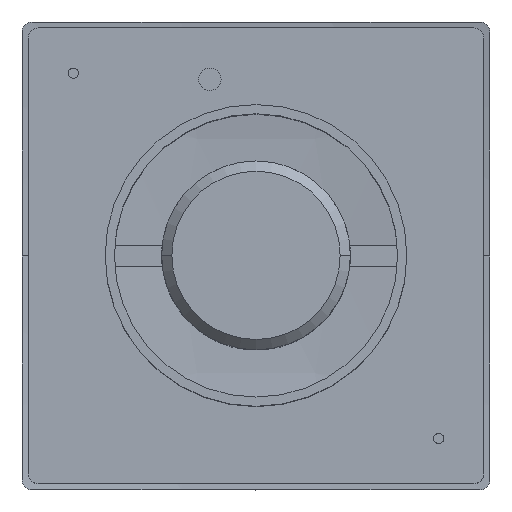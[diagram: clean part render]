
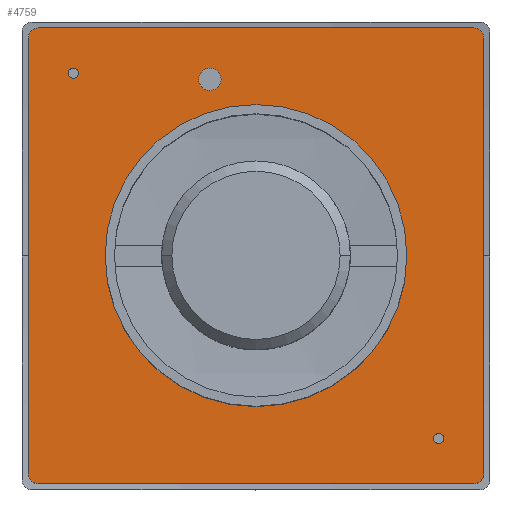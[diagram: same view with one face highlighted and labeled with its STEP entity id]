
A CAD part, top view. The second image highlights one B-rep face of the part: STEP entity #4759.
In plain terms, the highlighted planar face has unit normal (0, 0, 1).
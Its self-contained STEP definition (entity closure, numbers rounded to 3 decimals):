
#159 = CARTESIAN_POINT ( 'NONE',  ( 89., -89., 21. ) ) ;
#160 = DIRECTION ( 'NONE',  ( 0., 0., 1. ) ) ;
#161 = DIRECTION ( 'NONE',  ( 1., 0., 0. ) ) ;
#963 = VERTEX_POINT ( 'NONE', #2875 ) ;
#1039 = VERTEX_POINT ( 'NONE', #4270 ) ;
#1043 = VERTEX_POINT ( 'NONE', #4266 ) ;
#1059 = VERTEX_POINT ( 'NONE', #4196 ) ;
#1345 = FACE_BOUND ( 'NONE', #5595, .T. ) ;
#1349 = FACE_OUTER_BOUND ( 'NONE', #5566, .T. ) ;
#1352 = FACE_BOUND ( 'NONE', #5549, .T. ) ;
#1354 = FACE_BOUND ( 'NONE', #5568, .T. ) ;
#1356 = FACE_BOUND ( 'NONE', #5581, .T. ) ;
#1359 = CIRCLE ( 'NONE', #4554, 5. ) ;
#1370 = CIRCLE ( 'NONE', #4065, 5. ) ;
#1374 = CIRCLE ( 'NONE', #4064, 5. ) ;
#1375 = CIRCLE ( 'NONE', #4063, 5. ) ;
#1377 = CIRCLE ( 'NONE', #4062, 5.5 ) ;
#1384 = CIRCLE ( 'NONE', #4055, 73.5 ) ;
#1396 = CIRCLE ( 'NONE', #4997, 2.5 ) ;
#1427 = LINE ( 'NONE', #3218, #1435 ) ;
#1435 = VECTOR ( 'NONE', #3214, 1000. ) ;
#1442 = CIRCLE ( 'NONE', #4923, 2.5 ) ;
#1456 = CIRCLE ( 'NONE', #4918, 5.5 ) ;
#1468 = LINE ( 'NONE', #2494, #1471 ) ;
#1471 = VECTOR ( 'NONE', #2495, 1000. ) ;
#1482 = LINE ( 'NONE', #2636, #1483 ) ;
#1483 = VECTOR ( 'NONE', #2637, 1000. ) ;
#1494 = CIRCLE ( 'NONE', #4904, 73.5 ) ;
#1527 = CIRCLE ( 'NONE', #4834, 2.5 ) ;
#1545 = LINE ( 'NONE', #2043, #1547 ) ;
#1547 = VECTOR ( 'NONE', #2044, 1000. ) ;
#1587 = CIRCLE ( 'NONE', #4656, 2.5 ) ;
#1855 = CARTESIAN_POINT ( 'NONE',  ( -89., 89., 21. ) ) ;
#1856 = DIRECTION ( 'NONE',  ( 0., 0., 1. ) ) ;
#1857 = DIRECTION ( 'NONE',  ( 1., 0., 0. ) ) ;
#2043 = CARTESIAN_POINT ( 'NONE',  ( -111., 111., 21. ) ) ;
#2044 = DIRECTION ( 'NONE',  ( -1., 0., 0. ) ) ;
#2328 = CARTESIAN_POINT ( 'NONE',  ( -89., 89., 21. ) ) ;
#2329 = DIRECTION ( 'NONE',  ( 0., 0., 1. ) ) ;
#2330 = DIRECTION ( 'NONE',  ( 1., 0., 0. ) ) ;
#2435 = CARTESIAN_POINT ( 'NONE',  ( -22.5, 86., 21. ) ) ;
#2436 = DIRECTION ( 'NONE',  ( 0., 0., 1. ) ) ;
#2437 = DIRECTION ( 'NONE',  ( 1., 0., 0. ) ) ;
#2494 = CARTESIAN_POINT ( 'NONE',  ( 111., 111., 21. ) ) ;
#2495 = DIRECTION ( 'NONE',  ( 0., 1., 0. ) ) ;
#2636 = CARTESIAN_POINT ( 'NONE',  ( -111., 111., 21. ) ) ;
#2637 = DIRECTION ( 'NONE',  ( 0., -1., 0. ) ) ;
#2719 = CARTESIAN_POINT ( 'NONE',  ( 0., 0., 21. ) ) ;
#2720 = DIRECTION ( 'NONE',  ( 0., 0., 1. ) ) ;
#2721 = DIRECTION ( 'NONE',  ( 1., 0., 0. ) ) ;
#2786 = CARTESIAN_POINT ( 'NONE',  ( -106., 106., 21. ) ) ;
#2787 = DIRECTION ( 'NONE',  ( 0., 0., 1. ) ) ;
#2788 = DIRECTION ( 'NONE',  ( 1., 0., 0. ) ) ;
#2790 = CARTESIAN_POINT ( 'NONE',  ( 106., 106., 21. ) ) ;
#2791 = DIRECTION ( 'NONE',  ( 0., 0., 1. ) ) ;
#2792 = DIRECTION ( 'NONE',  ( 1., 0., 0. ) ) ;
#2795 = CARTESIAN_POINT ( 'NONE',  ( 106., -106., 21. ) ) ;
#2796 = DIRECTION ( 'NONE',  ( 0., 0., 1. ) ) ;
#2797 = DIRECTION ( 'NONE',  ( 1., 0., 0. ) ) ;
#2800 = CARTESIAN_POINT ( 'NONE',  ( -106., -106., 21. ) ) ;
#2801 = DIRECTION ( 'NONE',  ( 0., 0., 1. ) ) ;
#2802 = DIRECTION ( 'NONE',  ( 1., 0., 0. ) ) ;
#2875 = CARTESIAN_POINT ( 'NONE',  ( -86.5, 89., 21. ) ) ;
#2876 = CARTESIAN_POINT ( 'NONE',  ( -22.5, 86., 21. ) ) ;
#2877 = DIRECTION ( 'NONE',  ( 0., 0., 1. ) ) ;
#2879 = DIRECTION ( 'NONE',  ( 1., 0., 0. ) ) ;
#2970 = CARTESIAN_POINT ( 'NONE',  ( 0., 0., 21. ) ) ;
#2971 = DIRECTION ( 'NONE',  ( 0., 0., 1. ) ) ;
#2972 = DIRECTION ( 'NONE',  ( 1., 0., 0. ) ) ;
#3059 = CARTESIAN_POINT ( 'NONE',  ( 89., -89., 21. ) ) ;
#3060 = DIRECTION ( 'NONE',  ( 0., 0., 1. ) ) ;
#3061 = DIRECTION ( 'NONE',  ( 1., 0., 0. ) ) ;
#3214 = DIRECTION ( 'NONE',  ( 1., 0., 0. ) ) ;
#3218 = CARTESIAN_POINT ( 'NONE',  ( -111., -111., 21. ) ) ;
#3395 = PLANE ( 'NONE',  #4559 ) ;
#3397 = CARTESIAN_POINT ( 'NONE',  ( -67.5, 67.5, 21. ) ) ;
#3399 = DIRECTION ( 'NONE',  ( 0., 0., 1. ) ) ;
#3400 = DIRECTION ( 'NONE',  ( 1., 0., 0. ) ) ;
#3854 = CARTESIAN_POINT ( 'NONE',  ( -17., 86., 21. ) ) ;
#3856 = CARTESIAN_POINT ( 'NONE',  ( -111., 106., 21. ) ) ;
#4005 = CARTESIAN_POINT ( 'NONE',  ( -111., -106., 21. ) ) ;
#4007 = CARTESIAN_POINT ( 'NONE',  ( -28., 86., 21. ) ) ;
#4014 = CARTESIAN_POINT ( 'NONE',  ( 91.5, -89., 21. ) ) ;
#4023 = CARTESIAN_POINT ( 'NONE',  ( -106., -111., 21. ) ) ;
#4029 = CARTESIAN_POINT ( 'NONE',  ( 106., -111., 21. ) ) ;
#4030 = CARTESIAN_POINT ( 'NONE',  ( 111., 106., 21. ) ) ;
#4031 = CARTESIAN_POINT ( 'NONE',  ( 73.5, 0., 21. ) ) ;
#4032 = CARTESIAN_POINT ( 'NONE',  ( -73.5, 0., 21. ) ) ;
#4039 = CARTESIAN_POINT ( 'NONE',  ( -91.5, 89., 21. ) ) ;
#4045 = CARTESIAN_POINT ( 'NONE',  ( -106., 111., 21. ) ) ;
#4055 = AXIS2_PLACEMENT_3D ( 'NONE', #2970, #2971, #2972 ) ;
#4062 = AXIS2_PLACEMENT_3D ( 'NONE', #2876, #2877, #2879 ) ;
#4063 = AXIS2_PLACEMENT_3D ( 'NONE', #2800, #2801, #2802 ) ;
#4064 = AXIS2_PLACEMENT_3D ( 'NONE', #2795, #2796, #2797 ) ;
#4065 = AXIS2_PLACEMENT_3D ( 'NONE', #2790, #2791, #2792 ) ;
#4196 = CARTESIAN_POINT ( 'NONE',  ( 106., 111., 21. ) ) ;
#4266 = CARTESIAN_POINT ( 'NONE',  ( 86.5, -89., 21. ) ) ;
#4270 = CARTESIAN_POINT ( 'NONE',  ( 111., -106., 21. ) ) ;
#4357 = ORIENTED_EDGE ( 'NONE', *, *, #5396, .F. ) ;
#4364 = ORIENTED_EDGE ( 'NONE', *, *, #5302, .F. ) ;
#4369 = ORIENTED_EDGE ( 'NONE', *, *, #5291, .F. ) ;
#4377 = ORIENTED_EDGE ( 'NONE', *, *, #5362, .F. ) ;
#4381 = ORIENTED_EDGE ( 'NONE', *, *, #5447, .T. ) ;
#4389 = ORIENTED_EDGE ( 'NONE', *, *, #5275, .T. ) ;
#4393 = ORIENTED_EDGE ( 'NONE', *, *, #5276, .T. ) ;
#4395 = ORIENTED_EDGE ( 'NONE', *, *, #5484, .F. ) ;
#4400 = ORIENTED_EDGE ( 'NONE', *, *, #5385, .T. ) ;
#4401 = ORIENTED_EDGE ( 'NONE', *, *, #5280, .F. ) ;
#4402 = ORIENTED_EDGE ( 'NONE', *, *, #5353, .F. ) ;
#4405 = ORIENTED_EDGE ( 'NONE', *, *, #5331, .T. ) ;
#4406 = ORIENTED_EDGE ( 'NONE', *, *, #5371, .T. ) ;
#4408 = ORIENTED_EDGE ( 'NONE', *, *, #5428, .F. ) ;
#4410 = ORIENTED_EDGE ( 'NONE', *, *, #5274, .T. ) ;
#4411 = ORIENTED_EDGE ( 'NONE', *, *, #5277, .T. ) ;
#4554 = AXIS2_PLACEMENT_3D ( 'NONE', #2786, #2787, #2788 ) ;
#4559 = AXIS2_PLACEMENT_3D ( 'NONE', #3397, #3399, #3400 ) ;
#4656 = AXIS2_PLACEMENT_3D ( 'NONE', #159, #160, #161 ) ;
#4759 = ADVANCED_FACE ( 'NONE', ( #1352, #1356, #1345, #1349, #1354 ), #3395, .T. ) ;
#4771 = VERTEX_POINT ( 'NONE', #4007 ) ;
#4773 = VERTEX_POINT ( 'NONE', #3856 ) ;
#4774 = VERTEX_POINT ( 'NONE', #4005 ) ;
#4776 = VERTEX_POINT ( 'NONE', #3854 ) ;
#4789 = VERTEX_POINT ( 'NONE', #4014 ) ;
#4834 = AXIS2_PLACEMENT_3D ( 'NONE', #1855, #1856, #1857 ) ;
#4904 = AXIS2_PLACEMENT_3D ( 'NONE', #2719, #2720, #2721 ) ;
#4918 = AXIS2_PLACEMENT_3D ( 'NONE', #2435, #2436, #2437 ) ;
#4923 = AXIS2_PLACEMENT_3D ( 'NONE', #2328, #2329, #2330 ) ;
#4929 = VERTEX_POINT ( 'NONE', #4023 ) ;
#4930 = VERTEX_POINT ( 'NONE', #4029 ) ;
#4932 = VERTEX_POINT ( 'NONE', #4030 ) ;
#4934 = VERTEX_POINT ( 'NONE', #4031 ) ;
#4935 = VERTEX_POINT ( 'NONE', #4032 ) ;
#4942 = VERTEX_POINT ( 'NONE', #4039 ) ;
#4948 = VERTEX_POINT ( 'NONE', #4045 ) ;
#4997 = AXIS2_PLACEMENT_3D ( 'NONE', #3059, #3060, #3061 ) ;
#5274 = EDGE_CURVE ( 'NONE', #4948, #4773, #1359, .T. ) ;
#5275 = EDGE_CURVE ( 'NONE', #4932, #1059, #1370, .T. ) ;
#5276 = EDGE_CURVE ( 'NONE', #4930, #1039, #1374, .T. ) ;
#5277 = EDGE_CURVE ( 'NONE', #4774, #4929, #1375, .T. ) ;
#5280 = EDGE_CURVE ( 'NONE', #4776, #4771, #1377, .T. ) ;
#5291 = EDGE_CURVE ( 'NONE', #4935, #4934, #1384, .T. ) ;
#5302 = EDGE_CURVE ( 'NONE', #1043, #4789, #1396, .T. ) ;
#5331 = EDGE_CURVE ( 'NONE', #4929, #4930, #1427, .T. ) ;
#5353 = EDGE_CURVE ( 'NONE', #4942, #963, #1442, .T. ) ;
#5362 = EDGE_CURVE ( 'NONE', #4771, #4776, #1456, .T. ) ;
#5371 = EDGE_CURVE ( 'NONE', #1039, #4932, #1468, .T. ) ;
#5385 = EDGE_CURVE ( 'NONE', #4773, #4774, #1482, .T. ) ;
#5396 = EDGE_CURVE ( 'NONE', #4934, #4935, #1494, .T. ) ;
#5428 = EDGE_CURVE ( 'NONE', #963, #4942, #1527, .T. ) ;
#5447 = EDGE_CURVE ( 'NONE', #1059, #4948, #1545, .T. ) ;
#5484 = EDGE_CURVE ( 'NONE', #4789, #1043, #1587, .T. ) ;
#5549 = EDGE_LOOP ( 'NONE', ( #4408, #4402 ) ) ;
#5566 = EDGE_LOOP ( 'NONE', ( #4405, #4393, #4406, #4389, #4381, #4410, #4400, #4411 ) ) ;
#5568 = EDGE_LOOP ( 'NONE', ( #4369, #4357 ) ) ;
#5581 = EDGE_LOOP ( 'NONE', ( #4395, #4364 ) ) ;
#5595 = EDGE_LOOP ( 'NONE', ( #4401, #4377 ) ) ;
